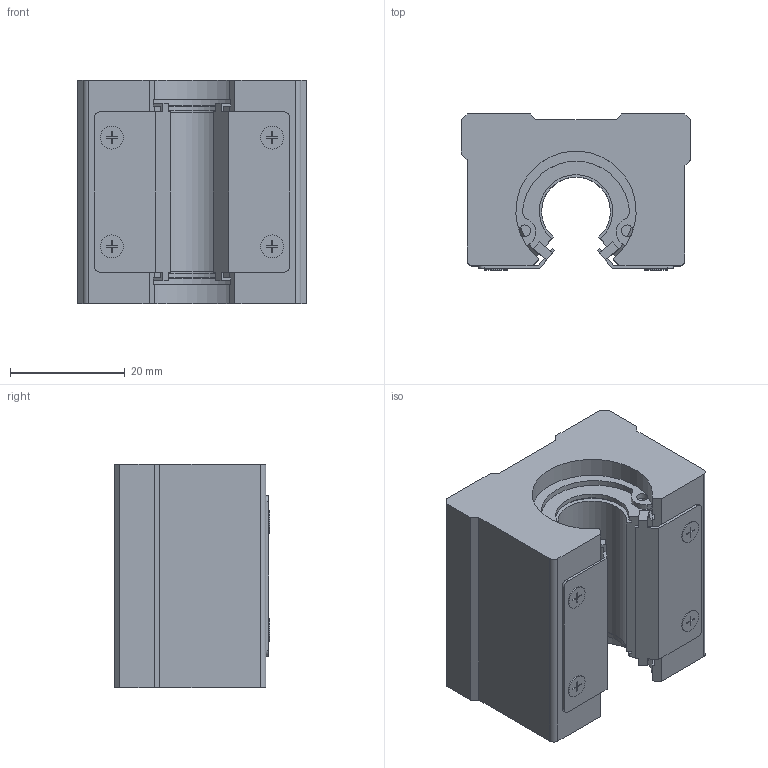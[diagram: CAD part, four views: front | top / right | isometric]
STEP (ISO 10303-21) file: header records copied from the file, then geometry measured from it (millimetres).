
FILE_DESCRIPTION(/* description */ ('STEP AP203'),/* implementation_level */ '2;1');
FILE_NAME(/* name */ 'SBR12UU',/* time_stamp */ '2022-08-20T03:52:28+02:00',/* author */ ('License CC BY-ND 4.0'),/* organization */ ('CADENAS'),/* preprocessor_version */ 'ST-DEVELOPER v18.102',/* originating_system */ 'PARTsolutions',/* authorisation */ ' ');
FILE_SCHEMA (('CONFIG_CONTROL_DESIGN'));
Length unit declared in the file: millimetre
Products named in the file (5): SBR12UU; SBR12UU1; LM12-OP; Retaining ring GB 893.1-86 21; SBR12UUdummy
Assembly tree (6 placements, depth 2):
  SBR12UU
    SBR12UU1  x2
    LM12-OP
    Retaining ring GB 893.1-86 21  x2
    SBR12UUdummy
Bounding box: 40 x 27.2 x 39 mm (x, y, z)
Volume: 31143.3 mm3; surface area: 14159.4 mm2
Topology: 6 solids, 6 shells, 194 faces, 508 edges, 338 vertices
Faces by surface type: plane 143, cylinder 45, cone 6
Full cylindrical faces by diameter (mm): 2 x4, 4 x4, 4.134 x4
Entity records: 4057 total; most frequent: CARTESIAN_POINT 699, DIRECTION 668, ORIENTED_EDGE 652, EDGE_CURVE 326, LINE 250, VECTOR 250, VERTEX_POINT 224, AXIS2_PLACEMENT_3D 209
